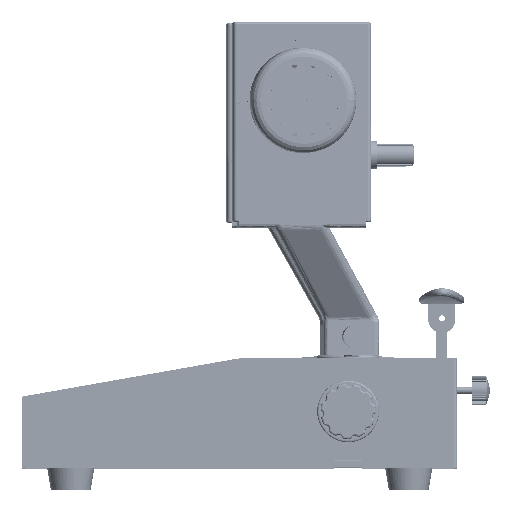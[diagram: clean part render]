
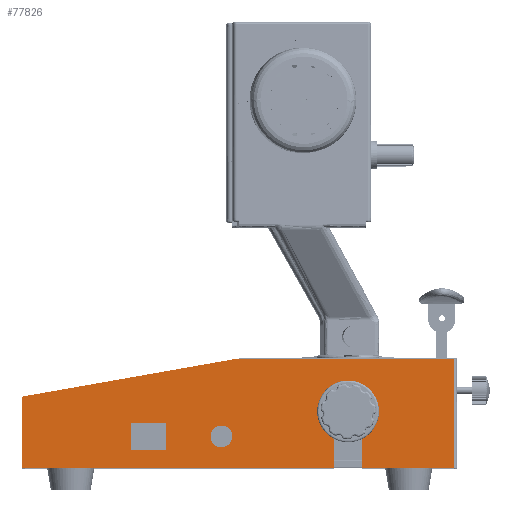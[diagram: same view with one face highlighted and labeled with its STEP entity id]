
A CAD part, top view. The second image highlights one B-rep face of the part: STEP entity #77826.
In plain terms, the highlighted free-form (B-spline) face has degree [1, 1] with [2, 2] control points.
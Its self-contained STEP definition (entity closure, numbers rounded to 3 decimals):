
#77427 = VERTEX_POINT('',#77428);
#77428 = CARTESIAN_POINT('',(-59.088,14.601,
    116.992));
#77433 = EDGE_CURVE('',#77434,#77427,#77436,.T.);
#77434 = VERTEX_POINT('',#77435);
#77435 = CARTESIAN_POINT('',(-70.212,14.601,
    116.992));
#77436 = ( BOUNDED_CURVE() B_SPLINE_CURVE(2,(#77437,#77438,#77439,#77440
,#77441),.UNSPECIFIED.,.F.,.F.) B_SPLINE_CURVE_WITH_KNOTS((3,2,3),(
    3.142,4.712,6.283),
.PIECEWISE_BEZIER_KNOTS.) CURVE() GEOMETRIC_REPRESENTATION_ITEM() 
RATIONAL_B_SPLINE_CURVE((1.,0.707,1.,0.707,1.)) 
REPRESENTATION_ITEM('') );
#77437 = CARTESIAN_POINT('',(-70.212,14.601,
    116.992));
#77438 = CARTESIAN_POINT('',(-70.212,9.039,
    116.992));
#77439 = CARTESIAN_POINT('',(-64.65,9.039,
    116.992));
#77440 = CARTESIAN_POINT('',(-59.088,9.039,
    116.992));
#77441 = CARTESIAN_POINT('',(-59.088,14.601,
    116.992));
#77472 = EDGE_CURVE('',#77473,#77475,#77477,.T.);
#77473 = VERTEX_POINT('',#77474);
#77474 = CARTESIAN_POINT('',(6.953,-1.391,
    116.992));
#77475 = VERTEX_POINT('',#77476);
#77476 = CARTESIAN_POINT('',(53.827,-1.391,
    116.992));
#77477 = B_SPLINE_CURVE_WITH_KNOTS('',1,(#77478,#77479),.UNSPECIFIED.,
  .F.,.F.,(2,2),(-51.3,-0.737),.PIECEWISE_BEZIER_KNOTS.);
#77478 = CARTESIAN_POINT('',(6.953,-1.391,
    116.992));
#77479 = CARTESIAN_POINT('',(53.827,-1.391,
    116.992));
#77709 = VERTEX_POINT('',#77710);
#77710 = CARTESIAN_POINT('',(53.827,54.232,
    116.992));
#77732 = EDGE_CURVE('',#77709,#77475,#77733,.T.);
#77733 = B_SPLINE_CURVE_WITH_KNOTS('',1,(#77734,#77735),.UNSPECIFIED.,
  .F.,.F.,(2,2),(0.,60.),.PIECEWISE_BEZIER_KNOTS.);
#77734 = CARTESIAN_POINT('',(53.827,54.232,
    116.992));
#77735 = CARTESIAN_POINT('',(53.827,-1.391,
    116.992));
#77775 = VERTEX_POINT('',#77776);
#77776 = CARTESIAN_POINT('',(-56.832,54.232,
    116.992));
#77781 = EDGE_CURVE('',#77709,#77775,#77782,.T.);
#77782 = B_SPLINE_CURVE_WITH_KNOTS('',1,(#77783,#77784),.UNSPECIFIED.,
  .F.,.F.,(2,2),(-119.368,0.),.PIECEWISE_BEZIER_KNOTS.);
#77783 = CARTESIAN_POINT('',(53.827,54.232,
    116.992));
#77784 = CARTESIAN_POINT('',(-56.832,54.232,
    116.992));
#77804 = VERTEX_POINT('',#77805);
#77805 = CARTESIAN_POINT('',(-6.953,-1.391,
    116.992));
#77810 = EDGE_CURVE('',#77811,#77804,#77813,.T.);
#77811 = VERTEX_POINT('',#77812);
#77812 = CARTESIAN_POINT('',(-166.393,-1.391,
    116.992));
#77813 = B_SPLINE_CURVE_WITH_KNOTS('',1,(#77814,#77815),.UNSPECIFIED.,
  .F.,.F.,(2,2),(-238.288,-66.3),.PIECEWISE_BEZIER_KNOTS.);
#77814 = CARTESIAN_POINT('',(-166.393,-1.391,
    116.992));
#77815 = CARTESIAN_POINT('',(-6.953,-1.391,
    116.992));
#77826 = ADVANCED_FACE('',(#77827,#77857,#77868),#77908,.F.);
#77827 = FACE_BOUND('',#77828,.T.);
#77828 = EDGE_LOOP('',(#77829,#77838,#77845,#77852));
#77829 = ORIENTED_EDGE('',*,*,#77830,.F.);
#77830 = EDGE_CURVE('',#77831,#77833,#77835,.T.);
#77831 = VERTEX_POINT('',#77832);
#77832 = CARTESIAN_POINT('',(-92.693,21.322,
    116.992));
#77833 = VERTEX_POINT('',#77834);
#77834 = CARTESIAN_POINT('',(-110.77,21.322,
    116.992));
#77835 = B_SPLINE_CURVE_WITH_KNOTS('',1,(#77836,#77837),.UNSPECIFIED.,
  .F.,.F.,(2,2),(-19.5,0.),.PIECEWISE_BEZIER_KNOTS.);
#77836 = CARTESIAN_POINT('',(-92.693,21.322,
    116.992));
#77837 = CARTESIAN_POINT('',(-110.77,21.322,
    116.992));
#77838 = ORIENTED_EDGE('',*,*,#77839,.F.);
#77839 = EDGE_CURVE('',#77840,#77831,#77842,.T.);
#77840 = VERTEX_POINT('',#77841);
#77841 = CARTESIAN_POINT('',(-92.693,7.88,
    116.992));
#77842 = B_SPLINE_CURVE_WITH_KNOTS('',1,(#77843,#77844),.UNSPECIFIED.,
  .F.,.F.,(2,2),(-14.5,0.),.PIECEWISE_BEZIER_KNOTS.);
#77843 = CARTESIAN_POINT('',(-92.693,7.88,
    116.992));
#77844 = CARTESIAN_POINT('',(-92.693,21.322,
    116.992));
#77845 = ORIENTED_EDGE('',*,*,#77846,.F.);
#77846 = EDGE_CURVE('',#77847,#77840,#77849,.T.);
#77847 = VERTEX_POINT('',#77848);
#77848 = CARTESIAN_POINT('',(-110.77,7.88,
    116.992));
#77849 = B_SPLINE_CURVE_WITH_KNOTS('',1,(#77850,#77851),.UNSPECIFIED.,
  .F.,.F.,(2,2),(0.,19.5),.PIECEWISE_BEZIER_KNOTS.);
#77850 = CARTESIAN_POINT('',(-110.77,7.88,
    116.992));
#77851 = CARTESIAN_POINT('',(-92.693,7.88,
    116.992));
#77852 = ORIENTED_EDGE('',*,*,#77853,.F.);
#77853 = EDGE_CURVE('',#77833,#77847,#77854,.T.);
#77854 = B_SPLINE_CURVE_WITH_KNOTS('',1,(#77855,#77856),.UNSPECIFIED.,
  .F.,.F.,(2,2),(0.,14.5),.PIECEWISE_BEZIER_KNOTS.);
#77855 = CARTESIAN_POINT('',(-110.77,21.322,
    116.992));
#77856 = CARTESIAN_POINT('',(-110.77,7.88,
    116.992));
#77857 = FACE_BOUND('',#77858,.T.);
#77858 = EDGE_LOOP('',(#77859,#77867));
#77859 = ORIENTED_EDGE('',*,*,#77860,.F.);
#77860 = EDGE_CURVE('',#77427,#77434,#77861,.T.);
#77861 = ( BOUNDED_CURVE() B_SPLINE_CURVE(2,(#77862,#77863,#77864,#77865
,#77866),.UNSPECIFIED.,.F.,.F.) B_SPLINE_CURVE_WITH_KNOTS((3,2,3),(0.,
1.571,3.142),.PIECEWISE_BEZIER_KNOTS.) CURVE() 
GEOMETRIC_REPRESENTATION_ITEM() RATIONAL_B_SPLINE_CURVE((1.,
0.707,1.,0.707,1.)) REPRESENTATION_ITEM('') );
#77862 = CARTESIAN_POINT('',(-59.088,14.601,
    116.992));
#77863 = CARTESIAN_POINT('',(-59.088,20.163,
    116.992));
#77864 = CARTESIAN_POINT('',(-64.65,20.163,
    116.992));
#77865 = CARTESIAN_POINT('',(-70.212,20.163,
    116.992));
#77866 = CARTESIAN_POINT('',(-70.212,14.601,
    116.992));
#77867 = ORIENTED_EDGE('',*,*,#77433,.F.);
#77868 = FACE_BOUND('',#77869,.T.);
#77869 = EDGE_LOOP('',(#77870,#77882,#77887,#77888,#77889,#77890,#77897,
    #77902,#77903));
#77870 = ORIENTED_EDGE('',*,*,#77871,.F.);
#77871 = EDGE_CURVE('',#77872,#77874,#77876,.T.);
#77872 = VERTEX_POINT('',#77873);
#77873 = CARTESIAN_POINT('',(6.953,28.275,
    116.992));
#77874 = VERTEX_POINT('',#77875);
#77875 = CARTESIAN_POINT('',(-6.953,28.275,
    116.992));
#77876 = ( BOUNDED_CURVE() B_SPLINE_CURVE(2,(#77877,#77878,#77879,#77880
,#77881),.UNSPECIFIED.,.F.,.F.) B_SPLINE_CURVE_WITH_KNOTS((3,2,3),(0.,
1.571,3.142),.PIECEWISE_BEZIER_KNOTS.) CURVE() 
GEOMETRIC_REPRESENTATION_ITEM() RATIONAL_B_SPLINE_CURVE((1.,
0.707,1.,0.707,1.)) REPRESENTATION_ITEM('') );
#77877 = CARTESIAN_POINT('',(6.953,28.275,
    116.992));
#77878 = CARTESIAN_POINT('',(6.953,35.228,
    116.992));
#77879 = CARTESIAN_POINT('',(0.,35.228,
    116.992));
#77880 = CARTESIAN_POINT('',(-6.953,35.228,
    116.992));
#77881 = CARTESIAN_POINT('',(-6.953,28.275,
    116.992));
#77882 = ORIENTED_EDGE('',*,*,#77883,.F.);
#77883 = EDGE_CURVE('',#77473,#77872,#77884,.T.);
#77884 = B_SPLINE_CURVE_WITH_KNOTS('',1,(#77885,#77886),.UNSPECIFIED.,
  .F.,.F.,(2,2),(-32.,0.),.PIECEWISE_BEZIER_KNOTS.);
#77885 = CARTESIAN_POINT('',(6.953,-1.391,
    116.992));
#77886 = CARTESIAN_POINT('',(6.953,28.275,
    116.992));
#77887 = ORIENTED_EDGE('',*,*,#77472,.T.);
#77888 = ORIENTED_EDGE('',*,*,#77732,.F.);
#77889 = ORIENTED_EDGE('',*,*,#77781,.T.);
#77890 = ORIENTED_EDGE('',*,*,#77891,.T.);
#77891 = EDGE_CURVE('',#77775,#77892,#77894,.T.);
#77892 = VERTEX_POINT('',#77893);
#77893 = CARTESIAN_POINT('',(-166.393,34.913,
    116.992));
#77894 = B_SPLINE_CURVE_WITH_KNOTS('',1,(#77895,#77896),.UNSPECIFIED.,
  .F.,.F.,(2,2),(0.,120.006),.PIECEWISE_BEZIER_KNOTS.);
#77895 = CARTESIAN_POINT('',(-56.832,54.232,
    116.992));
#77896 = CARTESIAN_POINT('',(-166.393,34.913,
    116.992));
#77897 = ORIENTED_EDGE('',*,*,#77898,.T.);
#77898 = EDGE_CURVE('',#77892,#77811,#77899,.T.);
#77899 = B_SPLINE_CURVE_WITH_KNOTS('',1,(#77900,#77901),.UNSPECIFIED.,
  .F.,.F.,(2,2),(-39.161,-0.),.PIECEWISE_BEZIER_KNOTS.);
#77900 = CARTESIAN_POINT('',(-166.393,34.913,
    116.992));
#77901 = CARTESIAN_POINT('',(-166.393,-1.391,
    116.992));
#77902 = ORIENTED_EDGE('',*,*,#77810,.T.);
#77903 = ORIENTED_EDGE('',*,*,#77904,.F.);
#77904 = EDGE_CURVE('',#77874,#77804,#77905,.T.);
#77905 = B_SPLINE_CURVE_WITH_KNOTS('',1,(#77906,#77907),.UNSPECIFIED.,
  .F.,.F.,(2,2),(0.,32.),.PIECEWISE_BEZIER_KNOTS.);
#77906 = CARTESIAN_POINT('',(-6.953,28.275,
    116.992));
#77907 = CARTESIAN_POINT('',(-6.953,-1.391,
    116.992));
#77908 = B_SPLINE_SURFACE_WITH_KNOTS('',1,1,(
    (#77909,#77910)
    ,(#77911,#77912
    )),.UNSPECIFIED.,.F.,.F.,.F.,(2,2),(2,2),(-59.263,178.288),
  (-60.,0.),.PIECEWISE_BEZIER_KNOTS.);
#77909 = CARTESIAN_POINT('',(53.827,-1.391,
    116.992));
#77910 = CARTESIAN_POINT('',(53.827,54.232,
    116.992));
#77911 = CARTESIAN_POINT('',(-166.393,-1.391,
    116.992));
#77912 = CARTESIAN_POINT('',(-166.393,54.232,
    116.992));
